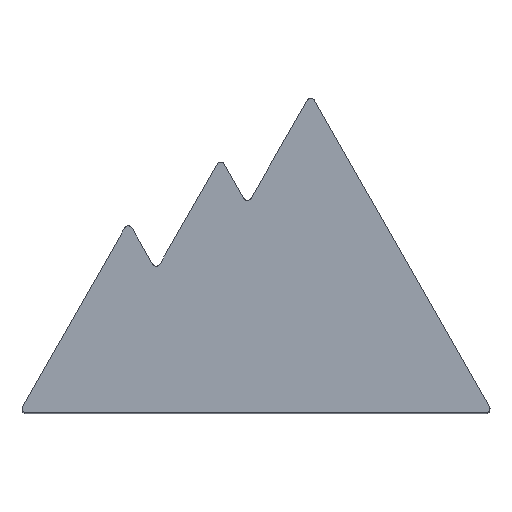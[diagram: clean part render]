
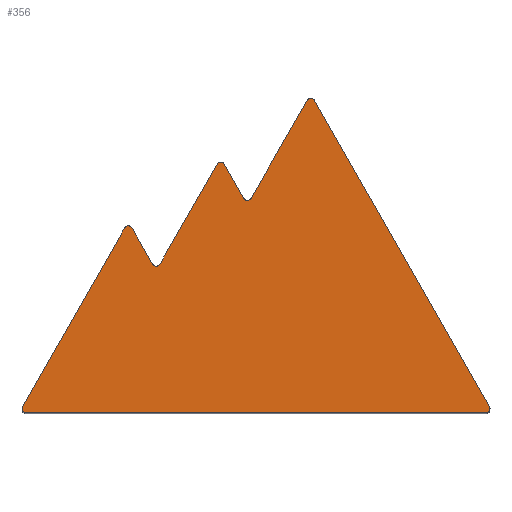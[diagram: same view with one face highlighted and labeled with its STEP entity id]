
A CAD part, front view. The second image highlights one B-rep face of the part: STEP entity #356.
In plain terms, the highlighted planar face has unit normal (0, -1, 0).
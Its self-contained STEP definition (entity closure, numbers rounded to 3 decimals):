
#23=ELLIPSE('',#391,0.505,0.5);
#24=ELLIPSE('',#394,0.505,0.5);
#27=ELLIPSE('',#399,0.505,0.5);
#28=ELLIPSE('',#401,0.505,0.5);
#29=ELLIPSE('',#402,0.505,0.5);
#30=ELLIPSE('',#405,0.505,0.5);
#31=ELLIPSE('',#406,0.505,0.5);
#32=ELLIPSE('',#407,0.505,0.5);
#33=ELLIPSE('',#408,0.505,0.5);
#52=FACE_OUTER_BOUND('',#71,.T.);
#71=EDGE_LOOP('',(#291,#292,#293,#294,#295,#296,#297,#298,#299,#300,#301,
#302,#303,#304,#305,#306));
#87=LINE('',#563,#118);
#94=LINE('',#588,#125);
#97=LINE('',#596,#128);
#100=LINE('',#616,#131);
#101=LINE('',#621,#132);
#102=LINE('',#625,#133);
#103=LINE('',#629,#134);
#118=VECTOR('',#447,10.);
#125=VECTOR('',#474,10.);
#128=VECTOR('',#483,10.);
#131=VECTOR('',#492,10.);
#132=VECTOR('',#497,10.);
#133=VECTOR('',#500,10.);
#134=VECTOR('',#503,10.);
#162=VERTEX_POINT('',#560);
#163=VERTEX_POINT('',#562);
#166=VERTEX_POINT('',#570);
#168=VERTEX_POINT('',#578);
#169=VERTEX_POINT('',#580);
#171=VERTEX_POINT('',#586);
#172=VERTEX_POINT('',#590);
#173=VERTEX_POINT('',#594);
#174=VERTEX_POINT('',#603);
#175=VERTEX_POINT('',#612);
#176=VERTEX_POINT('',#618);
#177=VERTEX_POINT('',#620);
#178=VERTEX_POINT('',#622);
#179=VERTEX_POINT('',#624);
#180=VERTEX_POINT('',#626);
#181=VERTEX_POINT('',#628);
#197=EDGE_CURVE('',#162,#163,#87,.T.);
#202=EDGE_CURVE('',#166,#162,#23,.T.);
#206=EDGE_CURVE('',#168,#169,#24,.T.);
#210=EDGE_CURVE('',#171,#168,#94,.T.);
#212=EDGE_CURVE('',#172,#171,#27,.T.);
#214=EDGE_CURVE('',#173,#172,#97,.T.);
#215=EDGE_CURVE('',#169,#174,#28,.T.);
#218=EDGE_CURVE('',#175,#166,#29,.T.);
#219=EDGE_CURVE('',#174,#175,#100,.T.);
#220=EDGE_CURVE('',#176,#173,#30,.T.);
#221=EDGE_CURVE('',#177,#176,#101,.T.);
#222=EDGE_CURVE('',#178,#177,#31,.T.);
#223=EDGE_CURVE('',#179,#178,#102,.T.);
#224=EDGE_CURVE('',#180,#179,#32,.T.);
#225=EDGE_CURVE('',#181,#180,#103,.T.);
#226=EDGE_CURVE('',#163,#181,#33,.T.);
#291=ORIENTED_EDGE('',*,*,#206,.F.);
#292=ORIENTED_EDGE('',*,*,#210,.F.);
#293=ORIENTED_EDGE('',*,*,#212,.F.);
#294=ORIENTED_EDGE('',*,*,#214,.F.);
#295=ORIENTED_EDGE('',*,*,#220,.F.);
#296=ORIENTED_EDGE('',*,*,#221,.F.);
#297=ORIENTED_EDGE('',*,*,#222,.F.);
#298=ORIENTED_EDGE('',*,*,#223,.F.);
#299=ORIENTED_EDGE('',*,*,#224,.F.);
#300=ORIENTED_EDGE('',*,*,#225,.F.);
#301=ORIENTED_EDGE('',*,*,#226,.F.);
#302=ORIENTED_EDGE('',*,*,#197,.F.);
#303=ORIENTED_EDGE('',*,*,#202,.F.);
#304=ORIENTED_EDGE('',*,*,#218,.F.);
#305=ORIENTED_EDGE('',*,*,#219,.F.);
#306=ORIENTED_EDGE('',*,*,#215,.F.);
#341=PLANE('',#404);
#356=ADVANCED_FACE('',(#52),#341,.F.);
#391=AXIS2_PLACEMENT_3D('',#572,#456,#457);
#394=AXIS2_PLACEMENT_3D('',#581,#465,#466);
#399=AXIS2_PLACEMENT_3D('',#592,#478,#479);
#401=AXIS2_PLACEMENT_3D('',#604,#484,#485);
#402=AXIS2_PLACEMENT_3D('',#614,#488,#489);
#404=AXIS2_PLACEMENT_3D('',#617,#493,#494);
#405=AXIS2_PLACEMENT_3D('',#619,#495,#496);
#406=AXIS2_PLACEMENT_3D('',#623,#498,#499);
#407=AXIS2_PLACEMENT_3D('',#627,#501,#502);
#408=AXIS2_PLACEMENT_3D('',#630,#504,#505);
#447=DIRECTION('',(0.496,0.,0.868));
#456=DIRECTION('center_axis',(0.,1.,0.));
#457=DIRECTION('ref_axis',(0.,0.,
-1.));
#465=DIRECTION('center_axis',(0.,1.,0.));
#466=DIRECTION('ref_axis',(0.,0.,1.));
#474=DIRECTION('',(0.496,0.,-0.868));
#478=DIRECTION('center_axis',(0.,1.,0.));
#479=DIRECTION('ref_axis',(0.,0.,1.));
#483=DIRECTION('',(0.496,0.,0.868));
#484=DIRECTION('center_axis',(0.,1.,0.));
#485=DIRECTION('ref_axis',(0.,0.,1.));
#488=DIRECTION('center_axis',(0.,1.,0.));
#489=DIRECTION('ref_axis',(0.,0.,
-1.));
#492=DIRECTION('',(-1.,0.,0.));
#493=DIRECTION('center_axis',(0.,1.,0.));
#494=DIRECTION('ref_axis',(0.,0.,1.));
#495=DIRECTION('center_axis',(0.,-1.,
0.));
#496=DIRECTION('ref_axis',(0.,0.,
-1.));
#497=DIRECTION('',(0.496,0.,-0.868));
#498=DIRECTION('center_axis',(0.,1.,0.));
#499=DIRECTION('ref_axis',(0.,0.,1.));
#500=DIRECTION('',(0.496,0.,0.868));
#501=DIRECTION('center_axis',(0.,-1.,
0.));
#502=DIRECTION('ref_axis',(0.,0.,
-1.));
#503=DIRECTION('',(0.496,0.,-0.868));
#504=DIRECTION('center_axis',(0.,1.,0.));
#505=DIRECTION('ref_axis',(0.,0.,1.));
#560=CARTESIAN_POINT('',(127.884,34.184,172.369));
#562=CARTESIAN_POINT('',(140.009,34.193,193.574));
#563=CARTESIAN_POINT('',(123.979,34.181,165.538));
#570=CARTESIAN_POINT('',(127.817,34.183,172.123));
#572=CARTESIAN_POINT('Origin',(128.317,34.183,172.116));
#578=CARTESIAN_POINT('',(183.31,34.184,172.369));
#580=CARTESIAN_POINT('',(183.377,34.183,172.123));
#581=CARTESIAN_POINT('Origin',(182.877,34.183,172.116));
#586=CARTESIAN_POINT('',(162.525,34.199,208.72));
#588=CARTESIAN_POINT('',(178.55,34.187,180.693));
#590=CARTESIAN_POINT('',(161.659,34.199,208.72));
#592=CARTESIAN_POINT('Origin',(162.092,34.199,208.468));
#594=CARTESIAN_POINT('',(155.015,34.194,197.099));
#596=CARTESIAN_POINT('',(139.636,34.183,170.203));
#603=CARTESIAN_POINT('',(182.877,34.183,171.625));
#604=CARTESIAN_POINT('Origin',(182.877,34.183,172.13));
#612=CARTESIAN_POINT('',(128.317,34.183,171.625));
#614=CARTESIAN_POINT('Origin',(128.317,34.183,172.13));
#616=CARTESIAN_POINT('',(112.247,34.183,171.625));
#617=CARTESIAN_POINT('Origin',(96.177,34.172,145.16));
#618=CARTESIAN_POINT('',(154.149,34.194,197.099));
#619=CARTESIAN_POINT('Origin',(154.582,34.194,197.351));
#620=CARTESIAN_POINT('',(151.834,34.196,201.147));
#621=CARTESIAN_POINT('',(158.412,34.191,189.643));
#622=CARTESIAN_POINT('',(150.968,34.196,201.147));
#623=CARTESIAN_POINT('Origin',(151.401,34.196,200.895));
#624=CARTESIAN_POINT('',(144.189,34.191,189.291));
#625=CARTESIAN_POINT('',(131.925,34.182,167.842));
#626=CARTESIAN_POINT('',(143.323,34.191,189.291));
#627=CARTESIAN_POINT('Origin',(143.756,34.191,189.544));
#628=CARTESIAN_POINT('',(140.875,34.193,193.574));
#629=CARTESIAN_POINT('',(147.205,34.188,182.501));
#630=CARTESIAN_POINT('Origin',(140.442,34.193,193.321));
